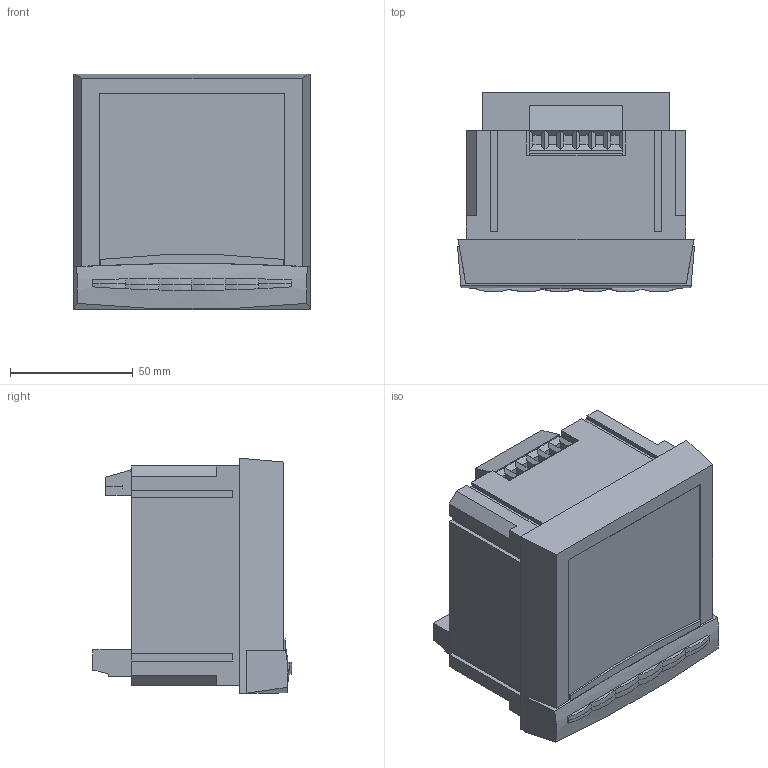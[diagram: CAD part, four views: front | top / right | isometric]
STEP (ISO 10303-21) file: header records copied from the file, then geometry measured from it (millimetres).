
FILE_DESCRIPTION (( 'STEP AP214' ), '1' );
FILE_NAME ('4825U200.step', '2018-06-04T13:00:40', ( '' ), ( '' ), 'SwSTEP 2.0', 'SolidWorks 2017', '' );
FILE_SCHEMA (( 'AUTOMOTIVE_DESIGN' ));
Length unit declared in the file: inch
Products named in the file (1): 4825U200
Bounding box: 96.59 x 81.47 x 96.05 mm (x, y, z)
Volume: 511985.5 mm3; surface area: 51965.3 mm2
Topology: 1 solids, 1 shells, 336 faces, 885 edges, 593 vertices
Faces by surface type: plane 279, bspline 35, cylinder 22
Entity records: 17925 total; most frequent: CARTESIAN_POINT 9611, ORIENTED_EDGE 1770, DIRECTION 1452, EDGE_CURVE 885, LINE 664, VECTOR 664, VERTEX_POINT 593, AXIS2_PLACEMENT_3D 394
